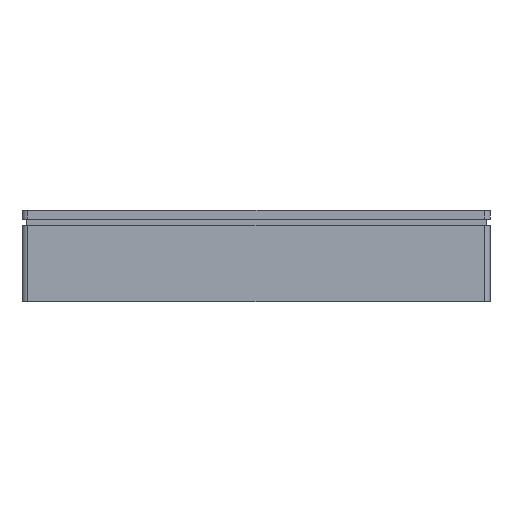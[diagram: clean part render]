
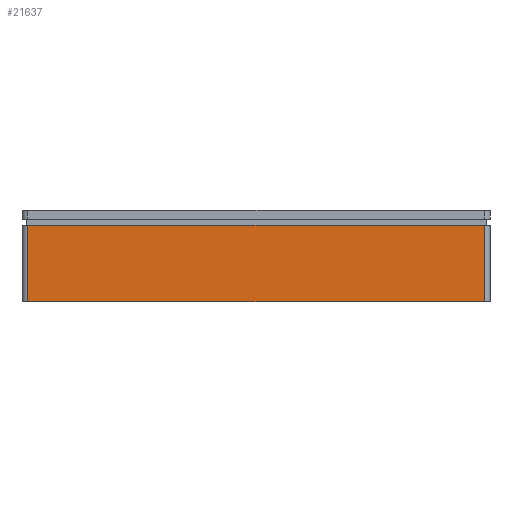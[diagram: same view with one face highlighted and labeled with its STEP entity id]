
A CAD part, front view. The second image highlights one B-rep face of the part: STEP entity #21637.
In plain terms, the highlighted planar face has unit normal (0, -1, 0).
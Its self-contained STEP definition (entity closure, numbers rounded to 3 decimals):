
#1987=PLANE('',#22150);
#2409=FACE_OUTER_BOUND('',#3004,.T.);
#3004=EDGE_LOOP('',(#17363,#17364,#17365,#17366));
#3923=LINE('',#32172,#6495);
#3932=LINE('',#32209,#6504);
#3960=LINE('',#32299,#6532);
#3961=LINE('',#32301,#6533);
#6495=VECTOR('',#23769,10.);
#6504=VECTOR('',#23802,10.);
#6532=VECTOR('',#23896,10.);
#6533=VECTOR('',#23899,10.);
#9453=VERTEX_POINT('',#32169);
#9454=VERTEX_POINT('',#32171);
#9469=VERTEX_POINT('',#32206);
#9470=VERTEX_POINT('',#32208);
#12969=EDGE_CURVE('',#9453,#9454,#3923,.T.);
#12987=EDGE_CURVE('',#9469,#9470,#3932,.T.);
#13031=EDGE_CURVE('',#9454,#9469,#3960,.T.);
#13032=EDGE_CURVE('',#9470,#9453,#3961,.T.);
#17363=ORIENTED_EDGE('',*,*,#13031,.F.);
#17364=ORIENTED_EDGE('',*,*,#12969,.F.);
#17365=ORIENTED_EDGE('',*,*,#13032,.F.);
#17366=ORIENTED_EDGE('',*,*,#12987,.F.);
#21637=ADVANCED_FACE('',(#2409),#1987,.T.);
#22150=AXIS2_PLACEMENT_3D('',#32300,#23897,#23898);
#23769=DIRECTION('',(-1.,0.,0.));
#23802=DIRECTION('',(1.,0.,0.));
#23896=DIRECTION('',(0.,0.,1.));
#23897=DIRECTION('center_axis',(0.,-1.,0.));
#23898=DIRECTION('ref_axis',(1.,0.,0.));
#23899=DIRECTION('',(0.,0.,-1.));
#32169=CARTESIAN_POINT('',(78.6,-86.,0.));
#32171=CARTESIAN_POINT('',(1.,-86.,0.));
#32172=CARTESIAN_POINT('',(79.6,-86.,0.));
#32206=CARTESIAN_POINT('',(1.,-86.,13.));
#32208=CARTESIAN_POINT('',(78.6,-86.,13.));
#32209=CARTESIAN_POINT('',(79.6,-86.,13.));
#32299=CARTESIAN_POINT('',(1.,-86.,0.));
#32300=CARTESIAN_POINT('Origin',(0.,-86.,0.));
#32301=CARTESIAN_POINT('',(78.6,-86.,0.));
